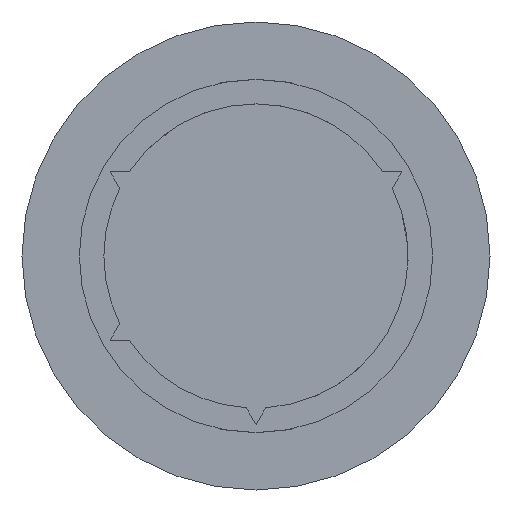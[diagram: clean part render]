
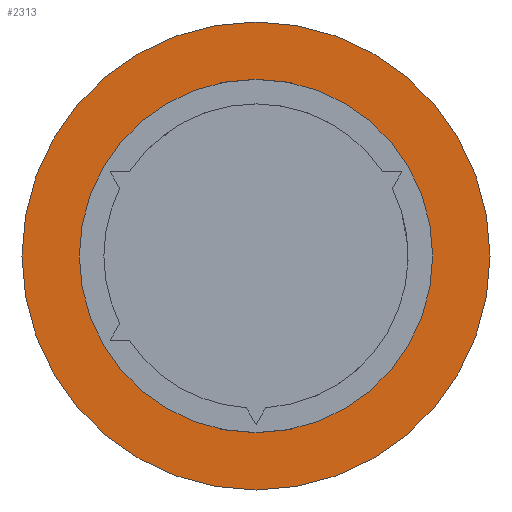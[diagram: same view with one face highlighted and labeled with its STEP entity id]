
A CAD part, front view. The second image highlights one B-rep face of the part: STEP entity #2313.
In plain terms, the highlighted planar face has unit normal (0, -1, 0).
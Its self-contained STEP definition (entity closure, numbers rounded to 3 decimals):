
#75 = AXIS2_PLACEMENT_3D ( 'NONE', #186, #2490, #136 ) ;
#136 = DIRECTION ( 'NONE',  ( 0., 0., -1. ) ) ;
#186 = CARTESIAN_POINT ( 'NONE',  ( 0., 0., 0. ) ) ;
#217 = CARTESIAN_POINT ( 'NONE',  ( 0., 0., 20. ) ) ;
#293 = CARTESIAN_POINT ( 'NONE',  ( 0., 0., 0. ) ) ;
#347 = VERTEX_POINT ( 'NONE', #217 ) ;
#471 = EDGE_CURVE ( 'NONE', #347, #2767, #4164, .T. ) ;
#757 = CARTESIAN_POINT ( 'NONE',  ( 0., 0., 0. ) ) ;
#777 = ORIENTED_EDGE ( 'NONE', *, *, #3468, .F. ) ;
#947 = EDGE_CURVE ( 'NONE', #5238, #4926, #3298, .T. ) ;
#1180 = AXIS2_PLACEMENT_3D ( 'NONE', #293, #3533, #1506 ) ;
#1214 = DIRECTION ( 'NONE',  ( 0., -1., 0. ) ) ;
#1301 = EDGE_LOOP ( 'NONE', ( #2870, #777 ) ) ;
#1316 = EDGE_LOOP ( 'NONE', ( #5248, #3104 ) ) ;
#1506 = DIRECTION ( 'NONE',  ( 0., 0., 1. ) ) ;
#1567 = DIRECTION ( 'NONE',  ( 0., 0., 1. ) ) ;
#1604 = AXIS2_PLACEMENT_3D ( 'NONE', #1637, #1214, #3253 ) ;
#1637 = CARTESIAN_POINT ( 'NONE',  ( 0., 0., 0. ) ) ;
#2313 = ADVANCED_FACE ( 'NONE', ( #4472, #4357 ), #3247, .F. ) ;
#2348 = AXIS2_PLACEMENT_3D ( 'NONE', #3538, #4852, #1567 ) ;
#2490 = DIRECTION ( 'NONE',  ( 0., -1., 0. ) ) ;
#2767 = VERTEX_POINT ( 'NONE', #4681 ) ;
#2870 = ORIENTED_EDGE ( 'NONE', *, *, #947, .F. ) ;
#3104 = ORIENTED_EDGE ( 'NONE', *, *, #471, .F. ) ;
#3245 = DIRECTION ( 'NONE',  ( 0., 1., 0. ) ) ;
#3247 = PLANE ( 'NONE',  #2348 ) ;
#3253 = DIRECTION ( 'NONE',  ( 0., 0., -1. ) ) ;
#3298 = CIRCLE ( 'NONE', #75, 15.098 ) ;
#3365 = CIRCLE ( 'NONE', #3956, 20. ) ;
#3379 = CARTESIAN_POINT ( 'NONE',  ( 0., 0., -15.098 ) ) ;
#3395 = CIRCLE ( 'NONE', #1604, 15.098 ) ;
#3468 = EDGE_CURVE ( 'NONE', #4926, #5238, #3395, .T. ) ;
#3533 = DIRECTION ( 'NONE',  ( 0., 1., 0. ) ) ;
#3538 = CARTESIAN_POINT ( 'NONE',  ( 0., 0., 0. ) ) ;
#3956 = AXIS2_PLACEMENT_3D ( 'NONE', #757, #3245, #4904 ) ;
#4035 = EDGE_CURVE ( 'NONE', #2767, #347, #3365, .T. ) ;
#4164 = CIRCLE ( 'NONE', #1180, 20. ) ;
#4357 = FACE_BOUND ( 'NONE', #1301, .T. ) ;
#4472 = FACE_OUTER_BOUND ( 'NONE', #1316, .T. ) ;
#4603 = CARTESIAN_POINT ( 'NONE',  ( 0., 0., 15.098 ) ) ;
#4681 = CARTESIAN_POINT ( 'NONE',  ( 0., 0., -20. ) ) ;
#4852 = DIRECTION ( 'NONE',  ( 0., 1., 0. ) ) ;
#4904 = DIRECTION ( 'NONE',  ( 0., 0., 1. ) ) ;
#4926 = VERTEX_POINT ( 'NONE', #4603 ) ;
#5238 = VERTEX_POINT ( 'NONE', #3379 ) ;
#5248 = ORIENTED_EDGE ( 'NONE', *, *, #4035, .F. ) ;
